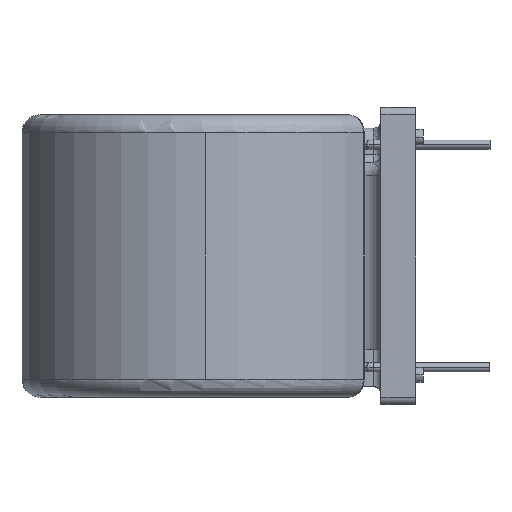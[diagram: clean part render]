
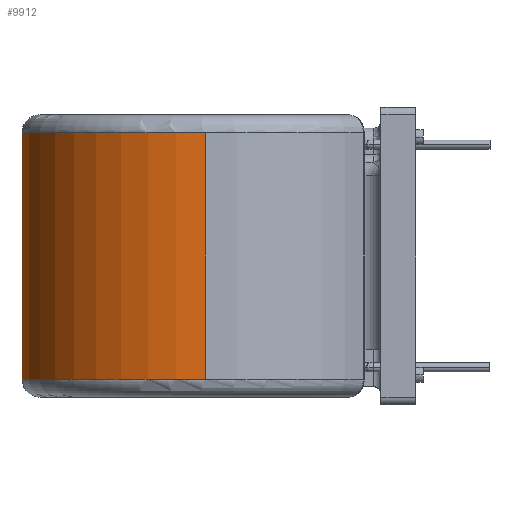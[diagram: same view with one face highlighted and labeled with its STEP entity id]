
A CAD part, left-side view. The second image highlights one B-rep face of the part: STEP entity #9912.
In plain terms, the highlighted cylindrical face has radius 12.5 mm (diameter 25 mm), a partial arc.
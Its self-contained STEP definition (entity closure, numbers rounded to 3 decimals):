
#136 = FACE_OUTER_BOUND ( 'NONE', #16413, .T. ) ;
#412 = DIRECTION ( 'NONE',  ( 1., 0., 0. ) ) ;
#651 = ORIENTED_EDGE ( 'NONE', *, *, #15853, .T. ) ;
#743 = CYLINDRICAL_SURFACE ( 'NONE', #11205, 12.5 ) ;
#1101 = DIRECTION ( 'NONE',  ( 0., 0., 1. ) ) ;
#1477 = EDGE_CURVE ( 'NONE', #7914, #11805, #13278, .T. ) ;
#1859 = CARTESIAN_POINT ( 'NONE',  ( -1.947, 12.347, 8.3 ) ) ;
#2315 = CARTESIAN_POINT ( 'NONE',  ( 0., 0., -8.3 ) ) ;
#2393 = CARTESIAN_POINT ( 'NONE',  ( 0., 0., 9.5 ) ) ;
#2476 = AXIS2_PLACEMENT_3D ( 'NONE', #10610, #14721, #412 ) ;
#3005 = LINE ( 'NONE', #3061, #13580 ) ;
#3061 = CARTESIAN_POINT ( 'NONE',  ( -1.947, 12.347, 9.5 ) ) ;
#3199 = ORIENTED_EDGE ( 'NONE', *, *, #14671, .T. ) ;
#3327 = CARTESIAN_POINT ( 'NONE',  ( -12.5, 0., 8.3 ) ) ;
#3632 = DIRECTION ( 'NONE',  ( -1., 0., 0. ) ) ;
#5456 = CARTESIAN_POINT ( 'NONE',  ( -12.5, 0., -8.3 ) ) ;
#5844 = CIRCLE ( 'NONE', #8401, 12.5 ) ;
#5979 = EDGE_CURVE ( 'NONE', #7914, #11148, #10524, .T. ) ;
#6821 = DIRECTION ( 'NONE',  ( 0., 0., -1. ) ) ;
#7914 = VERTEX_POINT ( 'NONE', #3327 ) ;
#8401 = AXIS2_PLACEMENT_3D ( 'NONE', #2315, #1101, #11280 ) ;
#8504 = VERTEX_POINT ( 'NONE', #16386 ) ;
#9843 = VECTOR ( 'NONE', #6821, 1000. ) ;
#9912 = ADVANCED_FACE ( 'NONE', ( #136 ), #743, .T. ) ;
#10524 = CIRCLE ( 'NONE', #2476, 12.5 ) ;
#10566 = ORIENTED_EDGE ( 'NONE', *, *, #1477, .F. ) ;
#10610 = CARTESIAN_POINT ( 'NONE',  ( 0., 0., 8.3 ) ) ;
#11148 = VERTEX_POINT ( 'NONE', #1859 ) ;
#11205 = AXIS2_PLACEMENT_3D ( 'NONE', #2393, #15364, #3632 ) ;
#11280 = DIRECTION ( 'NONE',  ( 1., 0., 0. ) ) ;
#11549 = ORIENTED_EDGE ( 'NONE', *, *, #5979, .T. ) ;
#11805 = VERTEX_POINT ( 'NONE', #5456 ) ;
#12147 = DIRECTION ( 'NONE',  ( 0., 0., -1. ) ) ;
#13278 = LINE ( 'NONE', #14785, #9843 ) ;
#13580 = VECTOR ( 'NONE', #12147, 1000. ) ;
#14671 = EDGE_CURVE ( 'NONE', #11148, #8504, #3005, .T. ) ;
#14721 = DIRECTION ( 'NONE',  ( 0., 0., -1. ) ) ;
#14785 = CARTESIAN_POINT ( 'NONE',  ( -12.5, 0., 9.5 ) ) ;
#15364 = DIRECTION ( 'NONE',  ( 0., 0., -1. ) ) ;
#15853 = EDGE_CURVE ( 'NONE', #8504, #11805, #5844, .T. ) ;
#16386 = CARTESIAN_POINT ( 'NONE',  ( -1.947, 12.347, -8.3 ) ) ;
#16413 = EDGE_LOOP ( 'NONE', ( #10566, #11549, #3199, #651 ) ) ;
